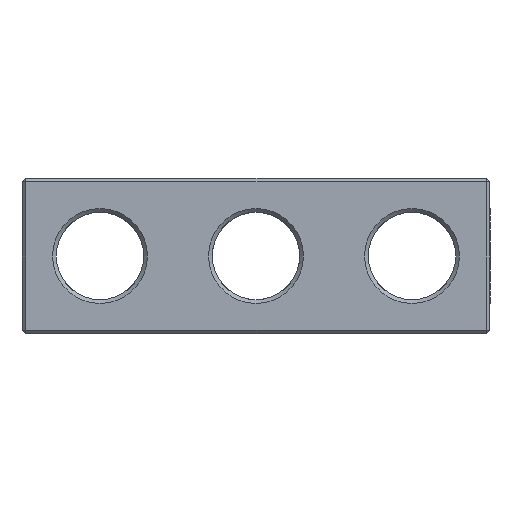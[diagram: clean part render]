
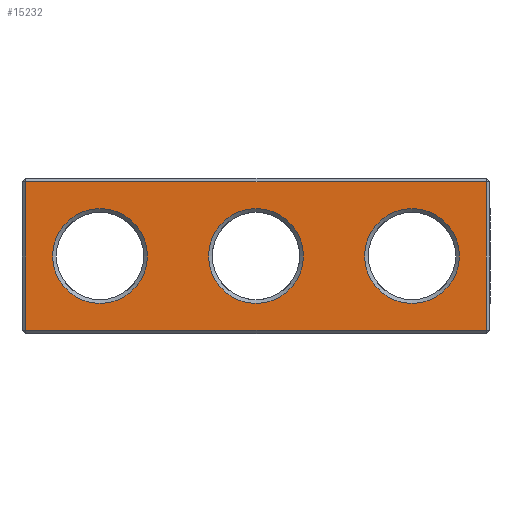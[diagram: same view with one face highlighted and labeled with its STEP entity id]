
A CAD part, front view. The second image highlights one B-rep face of the part: STEP entity #15232.
In plain terms, the highlighted planar face has unit normal (0, -1, 0).
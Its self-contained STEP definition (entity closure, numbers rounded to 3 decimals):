
#1563 = PLANE('',#1564);
#1564 = AXIS2_PLACEMENT_3D('',#1565,#1566,#1567);
#1565 = CARTESIAN_POINT('',(-18.75,-6.1,0.15));
#1566 = DIRECTION('',(0.,0.707,0.707));
#1567 = DIRECTION('',(1.,0.,0.));
#2160 = PLANE('',#2161);
#2161 = AXIS2_PLACEMENT_3D('',#2162,#2163,#2164);
#2162 = CARTESIAN_POINT('',(-18.75,-6.1,12.35));
#2163 = DIRECTION('',(0.,-0.707,0.707));
#2164 = DIRECTION('',(1.,0.,0.));
#5482 = PLANE('',#5483);
#5483 = AXIS2_PLACEMENT_3D('',#5484,#5485,#5486);
#5484 = CARTESIAN_POINT('',(-18.6,-6.1,0.));
#5485 = DIRECTION('',(-0.707,-0.707,0.));
#5486 = DIRECTION('',(0.,0.,1.));
#5844 = VERTEX_POINT('',#5845);
#5845 = CARTESIAN_POINT('',(-18.45,-6.25,0.3));
#5871 = EDGE_CURVE('',#5844,#5872,#5874,.T.);
#5872 = VERTEX_POINT('',#5873);
#5873 = CARTESIAN_POINT('',(18.45,-6.25,0.3));
#5874 = SURFACE_CURVE('',#5875,(#5879,#5886),.PCURVE_S1.);
#5875 = LINE('',#5876,#5877);
#5876 = CARTESIAN_POINT('',(-18.75,-6.25,0.3));
#5877 = VECTOR('',#5878,1.);
#5878 = DIRECTION('',(1.,0.,0.));
#5879 = PCURVE('',#1563,#5880);
#5880 = DEFINITIONAL_REPRESENTATION('',(#5881),#5885);
#5881 = LINE('',#5882,#5883);
#5882 = CARTESIAN_POINT('',(0.,-0.212));
#5883 = VECTOR('',#5884,1.);
#5884 = DIRECTION('',(1.,0.));
#5885 = ( GEOMETRIC_REPRESENTATION_CONTEXT(2) 
PARAMETRIC_REPRESENTATION_CONTEXT() REPRESENTATION_CONTEXT('2D SPACE',''
  ) );
#5886 = PCURVE('',#5887,#5892);
#5887 = PLANE('',#5888);
#5888 = AXIS2_PLACEMENT_3D('',#5889,#5890,#5891);
#5889 = CARTESIAN_POINT('',(-18.75,-6.25,0.));
#5890 = DIRECTION('',(0.,1.,0.));
#5891 = DIRECTION('',(1.,0.,0.));
#5892 = DEFINITIONAL_REPRESENTATION('',(#5893),#5897);
#5893 = LINE('',#5894,#5895);
#5894 = CARTESIAN_POINT('',(0.,-0.3));
#5895 = VECTOR('',#5896,1.);
#5896 = DIRECTION('',(1.,0.));
#5897 = ( GEOMETRIC_REPRESENTATION_CONTEXT(2) 
PARAMETRIC_REPRESENTATION_CONTEXT() REPRESENTATION_CONTEXT('2D SPACE',''
  ) );
#6891 = VERTEX_POINT('',#6892);
#6892 = CARTESIAN_POINT('',(-18.45,-6.25,12.2));
#6918 = EDGE_CURVE('',#6891,#6919,#6921,.T.);
#6919 = VERTEX_POINT('',#6920);
#6920 = CARTESIAN_POINT('',(18.45,-6.25,12.2));
#6921 = SURFACE_CURVE('',#6922,(#6926,#6933),.PCURVE_S1.);
#6922 = LINE('',#6923,#6924);
#6923 = CARTESIAN_POINT('',(-18.75,-6.25,12.2));
#6924 = VECTOR('',#6925,1.);
#6925 = DIRECTION('',(1.,0.,0.));
#6926 = PCURVE('',#2160,#6927);
#6927 = DEFINITIONAL_REPRESENTATION('',(#6928),#6932);
#6928 = LINE('',#6929,#6930);
#6929 = CARTESIAN_POINT('',(0.,-0.212));
#6930 = VECTOR('',#6931,1.);
#6931 = DIRECTION('',(1.,0.));
#6932 = ( GEOMETRIC_REPRESENTATION_CONTEXT(2) 
PARAMETRIC_REPRESENTATION_CONTEXT() REPRESENTATION_CONTEXT('2D SPACE',''
  ) );
#6933 = PCURVE('',#5887,#6934);
#6934 = DEFINITIONAL_REPRESENTATION('',(#6935),#6939);
#6935 = LINE('',#6936,#6937);
#6936 = CARTESIAN_POINT('',(0.,-12.2));
#6937 = VECTOR('',#6938,1.);
#6938 = DIRECTION('',(1.,0.));
#6939 = ( GEOMETRIC_REPRESENTATION_CONTEXT(2) 
PARAMETRIC_REPRESENTATION_CONTEXT() REPRESENTATION_CONTEXT('2D SPACE',''
  ) );
#14198 = EDGE_CURVE('',#5844,#6891,#14199,.T.);
#14199 = SURFACE_CURVE('',#14200,(#14204,#14211),.PCURVE_S1.);
#14200 = LINE('',#14201,#14202);
#14201 = CARTESIAN_POINT('',(-18.45,-6.25,0.));
#14202 = VECTOR('',#14203,1.);
#14203 = DIRECTION('',(0.,0.,1.));
#14204 = PCURVE('',#5482,#14205);
#14205 = DEFINITIONAL_REPRESENTATION('',(#14206),#14210);
#14206 = LINE('',#14207,#14208);
#14207 = CARTESIAN_POINT('',(0.,-0.212));
#14208 = VECTOR('',#14209,1.);
#14209 = DIRECTION('',(1.,0.));
#14210 = ( GEOMETRIC_REPRESENTATION_CONTEXT(2) 
PARAMETRIC_REPRESENTATION_CONTEXT() REPRESENTATION_CONTEXT('2D SPACE',''
  ) );
#14211 = PCURVE('',#5887,#14212);
#14212 = DEFINITIONAL_REPRESENTATION('',(#14213),#14217);
#14213 = LINE('',#14214,#14215);
#14214 = CARTESIAN_POINT('',(0.3,0.));
#14215 = VECTOR('',#14216,1.);
#14216 = DIRECTION('',(0.,-1.));
#14217 = ( GEOMETRIC_REPRESENTATION_CONTEXT(2) 
PARAMETRIC_REPRESENTATION_CONTEXT() REPRESENTATION_CONTEXT('2D SPACE',''
  ) );
#15232 = ADVANCED_FACE('',(#15233,#15264,#15295,#15326),#5887,.F.);
#15233 = FACE_BOUND('',#15234,.F.);
#15234 = EDGE_LOOP('',(#15235,#15236,#15237,#15263));
#15235 = ORIENTED_EDGE('',*,*,#14198,.T.);
#15236 = ORIENTED_EDGE('',*,*,#6918,.T.);
#15237 = ORIENTED_EDGE('',*,*,#15238,.F.);
#15238 = EDGE_CURVE('',#5872,#6919,#15239,.T.);
#15239 = SURFACE_CURVE('',#15240,(#15244,#15251),.PCURVE_S1.);
#15240 = LINE('',#15241,#15242);
#15241 = CARTESIAN_POINT('',(18.45,-6.25,0.));
#15242 = VECTOR('',#15243,1.);
#15243 = DIRECTION('',(0.,0.,1.));
#15244 = PCURVE('',#5887,#15245);
#15245 = DEFINITIONAL_REPRESENTATION('',(#15246),#15250);
#15246 = LINE('',#15247,#15248);
#15247 = CARTESIAN_POINT('',(37.2,0.));
#15248 = VECTOR('',#15249,1.);
#15249 = DIRECTION('',(0.,-1.));
#15250 = ( GEOMETRIC_REPRESENTATION_CONTEXT(2) 
PARAMETRIC_REPRESENTATION_CONTEXT() REPRESENTATION_CONTEXT('2D SPACE',''
  ) );
#15251 = PCURVE('',#15252,#15257);
#15252 = PLANE('',#15253);
#15253 = AXIS2_PLACEMENT_3D('',#15254,#15255,#15256);
#15254 = CARTESIAN_POINT('',(18.6,-6.1,0.));
#15255 = DIRECTION('',(0.707,-0.707,0.));
#15256 = DIRECTION('',(0.,0.,1.));
#15257 = DEFINITIONAL_REPRESENTATION('',(#15258),#15262);
#15258 = LINE('',#15259,#15260);
#15259 = CARTESIAN_POINT('',(0.,0.212));
#15260 = VECTOR('',#15261,1.);
#15261 = DIRECTION('',(1.,0.));
#15262 = ( GEOMETRIC_REPRESENTATION_CONTEXT(2) 
PARAMETRIC_REPRESENTATION_CONTEXT() REPRESENTATION_CONTEXT('2D SPACE',''
  ) );
#15263 = ORIENTED_EDGE('',*,*,#5871,.F.);
#15264 = FACE_BOUND('',#15265,.F.);
#15265 = EDGE_LOOP('',(#15266));
#15266 = ORIENTED_EDGE('',*,*,#15267,.F.);
#15267 = EDGE_CURVE('',#15268,#15268,#15270,.T.);
#15268 = VERTEX_POINT('',#15269);
#15269 = CARTESIAN_POINT('',(0.,-6.25,2.45));
#15270 = SURFACE_CURVE('',#15271,(#15276,#15283),.PCURVE_S1.);
#15271 = CIRCLE('',#15272,3.8);
#15272 = AXIS2_PLACEMENT_3D('',#15273,#15274,#15275);
#15273 = CARTESIAN_POINT('',(0.,-6.25,6.25));
#15274 = DIRECTION('',(0.,1.,0.));
#15275 = DIRECTION('',(0.,0.,-1.));
#15276 = PCURVE('',#5887,#15277);
#15277 = DEFINITIONAL_REPRESENTATION('',(#15278),#15282);
#15278 = CIRCLE('',#15279,3.8);
#15279 = AXIS2_PLACEMENT_2D('',#15280,#15281);
#15280 = CARTESIAN_POINT('',(18.75,-6.25));
#15281 = DIRECTION('',(0.,1.));
#15282 = ( GEOMETRIC_REPRESENTATION_CONTEXT(2) 
PARAMETRIC_REPRESENTATION_CONTEXT() REPRESENTATION_CONTEXT('2D SPACE',''
  ) );
#15283 = PCURVE('',#15284,#15289);
#15284 = CONICAL_SURFACE('',#15285,3.8,0.785);
#15285 = AXIS2_PLACEMENT_3D('',#15286,#15287,#15288);
#15286 = CARTESIAN_POINT('',(0.,-6.25,6.25));
#15287 = DIRECTION('',(0.,-1.,0.));
#15288 = DIRECTION('',(0.,0.,-1.));
#15289 = DEFINITIONAL_REPRESENTATION('',(#15290),#15294);
#15290 = LINE('',#15291,#15292);
#15291 = CARTESIAN_POINT('',(-0.,-0.));
#15292 = VECTOR('',#15293,1.);
#15293 = DIRECTION('',(-1.,-0.));
#15294 = ( GEOMETRIC_REPRESENTATION_CONTEXT(2) 
PARAMETRIC_REPRESENTATION_CONTEXT() REPRESENTATION_CONTEXT('2D SPACE',''
  ) );
#15295 = FACE_BOUND('',#15296,.F.);
#15296 = EDGE_LOOP('',(#15297));
#15297 = ORIENTED_EDGE('',*,*,#15298,.F.);
#15298 = EDGE_CURVE('',#15299,#15299,#15301,.T.);
#15299 = VERTEX_POINT('',#15300);
#15300 = CARTESIAN_POINT('',(-16.3,-6.25,6.25));
#15301 = SURFACE_CURVE('',#15302,(#15307,#15314),.PCURVE_S1.);
#15302 = CIRCLE('',#15303,3.8);
#15303 = AXIS2_PLACEMENT_3D('',#15304,#15305,#15306);
#15304 = CARTESIAN_POINT('',(-12.5,-6.25,6.25));
#15305 = DIRECTION('',(0.,1.,0.));
#15306 = DIRECTION('',(-1.,0.,0.));
#15307 = PCURVE('',#5887,#15308);
#15308 = DEFINITIONAL_REPRESENTATION('',(#15309),#15313);
#15309 = CIRCLE('',#15310,3.8);
#15310 = AXIS2_PLACEMENT_2D('',#15311,#15312);
#15311 = CARTESIAN_POINT('',(6.25,-6.25));
#15312 = DIRECTION('',(-1.,0.));
#15313 = ( GEOMETRIC_REPRESENTATION_CONTEXT(2) 
PARAMETRIC_REPRESENTATION_CONTEXT() REPRESENTATION_CONTEXT('2D SPACE',''
  ) );
#15314 = PCURVE('',#15315,#15320);
#15315 = CONICAL_SURFACE('',#15316,3.5,0.785);
#15316 = AXIS2_PLACEMENT_3D('',#15317,#15318,#15319);
#15317 = CARTESIAN_POINT('',(-12.5,-5.95,6.25));
#15318 = DIRECTION('',(0.,-1.,0.));
#15319 = DIRECTION('',(-1.,0.,0.));
#15320 = DEFINITIONAL_REPRESENTATION('',(#15321),#15325);
#15321 = LINE('',#15322,#15323);
#15322 = CARTESIAN_POINT('',(-0.,0.3));
#15323 = VECTOR('',#15324,1.);
#15324 = DIRECTION('',(-1.,0.));
#15325 = ( GEOMETRIC_REPRESENTATION_CONTEXT(2) 
PARAMETRIC_REPRESENTATION_CONTEXT() REPRESENTATION_CONTEXT('2D SPACE',''
  ) );
#15326 = FACE_BOUND('',#15327,.F.);
#15327 = EDGE_LOOP('',(#15328));
#15328 = ORIENTED_EDGE('',*,*,#15329,.T.);
#15329 = EDGE_CURVE('',#15330,#15330,#15332,.T.);
#15330 = VERTEX_POINT('',#15331);
#15331 = CARTESIAN_POINT('',(16.3,-6.25,6.25));
#15332 = SURFACE_CURVE('',#15333,(#15338,#15349),.PCURVE_S1.);
#15333 = CIRCLE('',#15334,3.8);
#15334 = AXIS2_PLACEMENT_3D('',#15335,#15336,#15337);
#15335 = CARTESIAN_POINT('',(12.5,-6.25,6.25));
#15336 = DIRECTION('',(0.,-1.,0.));
#15337 = DIRECTION('',(1.,0.,0.));
#15338 = PCURVE('',#5887,#15339);
#15339 = DEFINITIONAL_REPRESENTATION('',(#15340),#15348);
#15340 = ( BOUNDED_CURVE() B_SPLINE_CURVE(2,(#15341,#15342,#15343,#15344
    ,#15345,#15346,#15347),.UNSPECIFIED.,.T.,.F.) 
B_SPLINE_CURVE_WITH_KNOTS((1,2,2,2,2,1),(-2.094,0.,
    2.094,4.189,6.283,8.378),
.UNSPECIFIED.) CURVE() GEOMETRIC_REPRESENTATION_ITEM() 
RATIONAL_B_SPLINE_CURVE((1.,0.5,1.,0.5,1.,0.5,1.)) REPRESENTATION_ITEM(
  '') );
#15341 = CARTESIAN_POINT('',(35.05,-6.25));
#15342 = CARTESIAN_POINT('',(35.05,-12.832));
#15343 = CARTESIAN_POINT('',(29.35,-9.541));
#15344 = CARTESIAN_POINT('',(23.65,-6.25));
#15345 = CARTESIAN_POINT('',(29.35,-2.959));
#15346 = CARTESIAN_POINT('',(35.05,0.332));
#15347 = CARTESIAN_POINT('',(35.05,-6.25));
#15348 = ( GEOMETRIC_REPRESENTATION_CONTEXT(2) 
PARAMETRIC_REPRESENTATION_CONTEXT() REPRESENTATION_CONTEXT('2D SPACE',''
  ) );
#15349 = PCURVE('',#15350,#15355);
#15350 = CONICAL_SURFACE('',#15351,3.5,0.785);
#15351 = AXIS2_PLACEMENT_3D('',#15352,#15353,#15354);
#15352 = CARTESIAN_POINT('',(12.5,-5.95,6.25));
#15353 = DIRECTION('',(0.,-1.,0.));
#15354 = DIRECTION('',(1.,0.,0.));
#15355 = DEFINITIONAL_REPRESENTATION('',(#15356),#15360);
#15356 = LINE('',#15357,#15358);
#15357 = CARTESIAN_POINT('',(0.,0.3));
#15358 = VECTOR('',#15359,1.);
#15359 = DIRECTION('',(1.,0.));
#15360 = ( GEOMETRIC_REPRESENTATION_CONTEXT(2) 
PARAMETRIC_REPRESENTATION_CONTEXT() REPRESENTATION_CONTEXT('2D SPACE',''
  ) );
